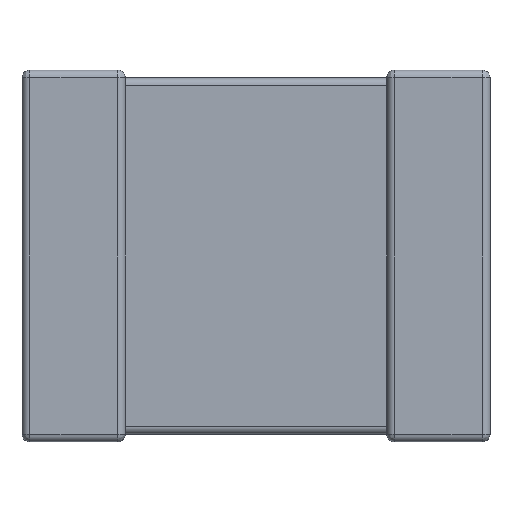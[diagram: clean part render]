
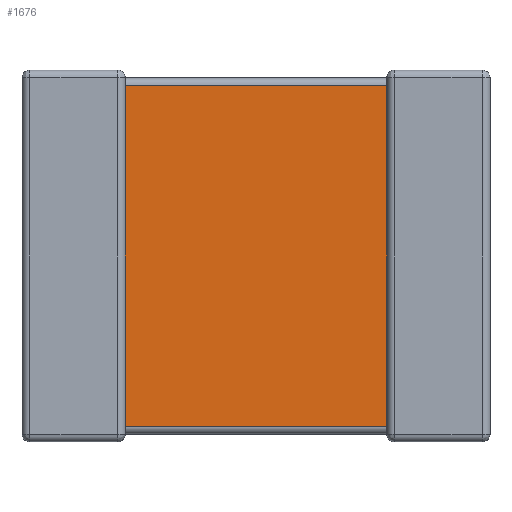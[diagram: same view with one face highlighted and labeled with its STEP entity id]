
A CAD part, front view. The second image highlights one B-rep face of the part: STEP entity #1676.
In plain terms, the highlighted planar face has unit normal (0, -1, 0).
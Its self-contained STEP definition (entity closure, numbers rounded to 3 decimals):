
#263 = FACE_OUTER_BOUND ( 'NONE', #974, .T. ) ;
#432 = DIRECTION ( 'NONE',  ( 0., 0., -1. ) ) ;
#974 = EDGE_LOOP ( 'NONE', ( #2085, #6208, #5030, #4862 ) ) ;
#1091 = EDGE_CURVE ( 'NONE', #1887, #5095, #4891, .T. ) ;
#1338 = VERTEX_POINT ( 'NONE', #2616 ) ;
#1410 = CARTESIAN_POINT ( 'NONE',  ( 0.75, 0.056, -2.7 ) ) ;
#1547 = LINE ( 'NONE', #4391, #3890 ) ;
#1676 = ADVANCED_FACE ( 'NONE', ( #263 ), #2413, .T. ) ;
#1732 = CARTESIAN_POINT ( 'NONE',  ( 2.65, 0.056, -2.7 ) ) ;
#1792 = DIRECTION ( 'NONE',  ( 0., 0., -1. ) ) ;
#1887 = VERTEX_POINT ( 'NONE', #5919 ) ;
#2085 = ORIENTED_EDGE ( 'NONE', *, *, #1091, .T. ) ;
#2136 = LINE ( 'NONE', #2526, #3861 ) ;
#2178 = AXIS2_PLACEMENT_3D ( 'NONE', #1410, #5788, #432 ) ;
#2235 = CARTESIAN_POINT ( 'NONE',  ( 2.65, 0.056, -0.112 ) ) ;
#2413 = PLANE ( 'NONE',  #2178 ) ;
#2526 = CARTESIAN_POINT ( 'NONE',  ( 0.75, 0.056, -0.112 ) ) ;
#2613 = EDGE_CURVE ( 'NONE', #3008, #1338, #4766, .T. ) ;
#2616 = CARTESIAN_POINT ( 'NONE',  ( 0.75, 0.056, -2.588 ) ) ;
#3003 = DIRECTION ( 'NONE',  ( -1., 0., 0. ) ) ;
#3008 = VERTEX_POINT ( 'NONE', #3747 ) ;
#3162 = EDGE_CURVE ( 'NONE', #3008, #5095, #2136, .T. ) ;
#3322 = VECTOR ( 'NONE', #1792, 1000. ) ;
#3589 = VECTOR ( 'NONE', #5271, 1000. ) ;
#3747 = CARTESIAN_POINT ( 'NONE',  ( 0.75, 0.056, -0.112 ) ) ;
#3861 = VECTOR ( 'NONE', #5570, 1000. ) ;
#3890 = VECTOR ( 'NONE', #3003, 1000. ) ;
#4391 = CARTESIAN_POINT ( 'NONE',  ( 0.75, 0.056, -2.588 ) ) ;
#4742 = CARTESIAN_POINT ( 'NONE',  ( 0.75, 0.056, -2.7 ) ) ;
#4766 = LINE ( 'NONE', #4742, #3322 ) ;
#4836 = EDGE_CURVE ( 'NONE', #1887, #1338, #1547, .T. ) ;
#4862 = ORIENTED_EDGE ( 'NONE', *, *, #4836, .F. ) ;
#4891 = LINE ( 'NONE', #1732, #3589 ) ;
#5030 = ORIENTED_EDGE ( 'NONE', *, *, #2613, .T. ) ;
#5095 = VERTEX_POINT ( 'NONE', #2235 ) ;
#5271 = DIRECTION ( 'NONE',  ( 0., 0., 1. ) ) ;
#5570 = DIRECTION ( 'NONE',  ( 1., 0., 0. ) ) ;
#5788 = DIRECTION ( 'NONE',  ( 0., -1., 0. ) ) ;
#5919 = CARTESIAN_POINT ( 'NONE',  ( 2.65, 0.056, -2.588 ) ) ;
#6208 = ORIENTED_EDGE ( 'NONE', *, *, #3162, .F. ) ;
